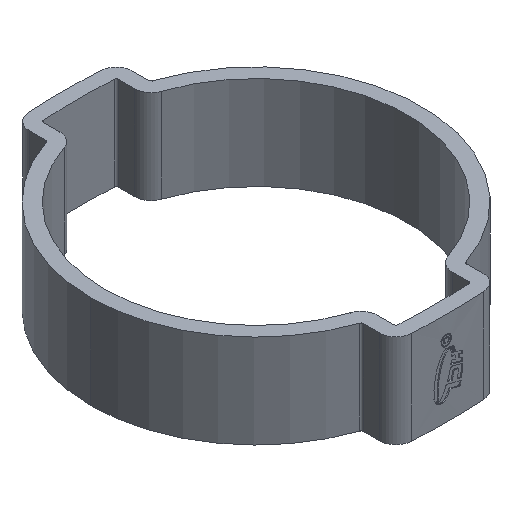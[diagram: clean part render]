
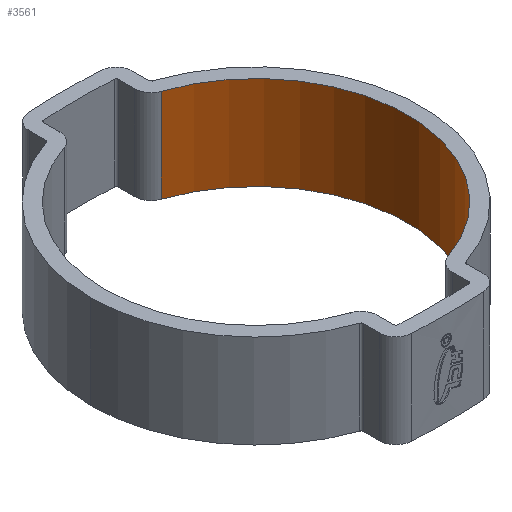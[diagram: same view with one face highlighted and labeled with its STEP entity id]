
A CAD part, isometric view. The second image highlights one B-rep face of the part: STEP entity #3561.
In plain terms, the highlighted cylindrical face has radius 13.75 mm (diameter 27.5 mm), a partial arc.
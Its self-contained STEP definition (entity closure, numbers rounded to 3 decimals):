
#651 = AXIS2_PLACEMENT_3D ( 'NONE', #4221, #3327, #1170 ) ;
#677 = VERTEX_POINT ( 'NONE', #4125 ) ;
#793 = LINE ( 'NONE', #4486, #1944 ) ;
#933 = DIRECTION ( 'NONE',  ( 0., 0., -1. ) ) ;
#1038 = CYLINDRICAL_SURFACE ( 'NONE', #5674, 13.75 ) ;
#1170 = DIRECTION ( 'NONE',  ( -1., 0., 0. ) ) ;
#1288 = ORIENTED_EDGE ( 'NONE', *, *, #2037, .T. ) ;
#1297 = AXIS2_PLACEMENT_3D ( 'NONE', #3020, #2110, #4319 ) ;
#1389 = ORIENTED_EDGE ( 'NONE', *, *, #4718, .F. ) ;
#1944 = VECTOR ( 'NONE', #933, 1000. ) ;
#2037 = EDGE_CURVE ( 'NONE', #3836, #3849, #5658, .T. ) ;
#2110 = DIRECTION ( 'NONE',  ( 0., 0., 1. ) ) ;
#2130 = EDGE_CURVE ( 'NONE', #3836, #677, #4405, .T. ) ;
#2208 = CIRCLE ( 'NONE', #1297, 13.75 ) ;
#2467 = EDGE_LOOP ( 'NONE', ( #1389, #3998, #1288, #4117 ) ) ;
#2470 = EDGE_CURVE ( 'NONE', #3849, #3698, #793, .T. ) ;
#2756 = CARTESIAN_POINT ( 'NONE',  ( 4.418, 13.021, 4.25 ) ) ;
#2761 = FACE_OUTER_BOUND ( 'NONE', #2467, .T. ) ;
#2822 = DIRECTION ( 'NONE',  ( 0., 0., -1. ) ) ;
#3020 = CARTESIAN_POINT ( 'NONE',  ( 0., 0., -4.25 ) ) ;
#3327 = DIRECTION ( 'NONE',  ( 0., 0., 1. ) ) ;
#3546 = CARTESIAN_POINT ( 'NONE',  ( 4.418, 13.021, -4.25 ) ) ;
#3561 = ADVANCED_FACE ( 'NONE', ( #2761 ), #1038, .F. ) ;
#3594 = CARTESIAN_POINT ( 'NONE',  ( 4.418, -13.021, 4.25 ) ) ;
#3597 = CARTESIAN_POINT ( 'NONE',  ( 4.418, -13.021, 4.25 ) ) ;
#3698 = VERTEX_POINT ( 'NONE', #3546 ) ;
#3836 = VERTEX_POINT ( 'NONE', #3597 ) ;
#3849 = VERTEX_POINT ( 'NONE', #2756 ) ;
#3998 = ORIENTED_EDGE ( 'NONE', *, *, #2130, .F. ) ;
#4042 = DIRECTION ( 'NONE',  ( 0., 0., -1. ) ) ;
#4117 = ORIENTED_EDGE ( 'NONE', *, *, #2470, .T. ) ;
#4125 = CARTESIAN_POINT ( 'NONE',  ( 4.418, -13.021, -4.25 ) ) ;
#4221 = CARTESIAN_POINT ( 'NONE',  ( 0., 0., 4.25 ) ) ;
#4319 = DIRECTION ( 'NONE',  ( -1., 0., 0. ) ) ;
#4405 = LINE ( 'NONE', #3594, #5663 ) ;
#4486 = CARTESIAN_POINT ( 'NONE',  ( 4.418, 13.021, 4.25 ) ) ;
#4529 = CARTESIAN_POINT ( 'NONE',  ( 0., 0., 4.25 ) ) ;
#4595 = DIRECTION ( 'NONE',  ( -1., 0., 0. ) ) ;
#4718 = EDGE_CURVE ( 'NONE', #677, #3698, #2208, .T. ) ;
#5658 = CIRCLE ( 'NONE', #651, 13.75 ) ;
#5663 = VECTOR ( 'NONE', #4042, 1000. ) ;
#5674 = AXIS2_PLACEMENT_3D ( 'NONE', #4529, #2822, #4595 ) ;
